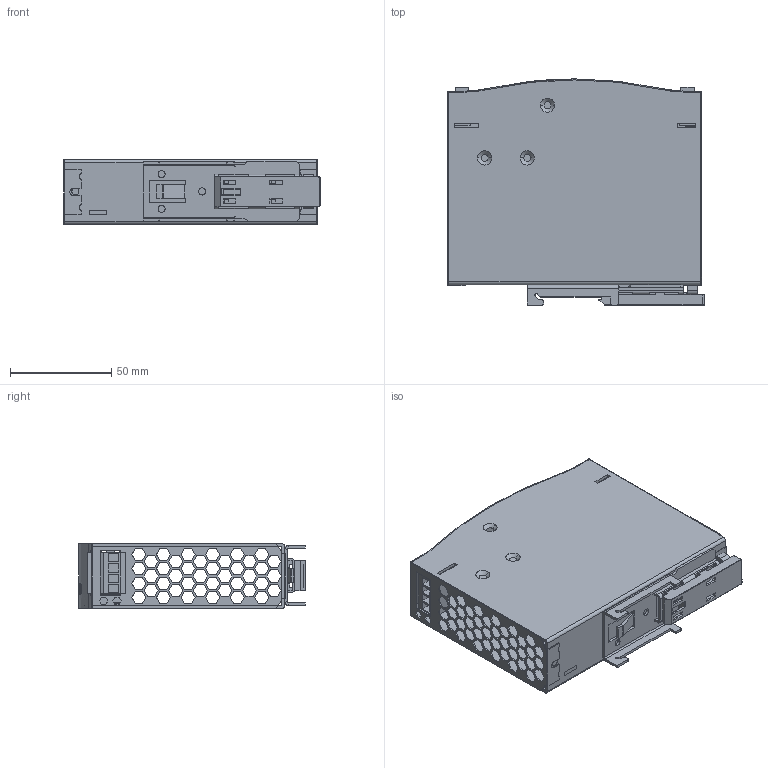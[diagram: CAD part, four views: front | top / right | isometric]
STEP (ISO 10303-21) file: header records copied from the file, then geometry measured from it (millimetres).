
FILE_DESCRIPTION (( 'STEP AP214' ), '1' );
FILE_NAME ('CDKN-75总装（改）.STEP', '2025-01-03T02:43:03', ( 'China' ), ( 'Home' ), 'SwSTEP 2.0', 'SolidWorks 2012', '' );
FILE_SCHEMA (( 'AUTOMOTIVE_DESIGN' ));
Length unit declared in the file: millimetre
Products named in the file (7): 75W絳寢諶; CDKN-75軞蚾ㄗ蜊ㄘ; 傷赽-4p; 絳寢啣; CDKN-75W菁釱; 傷赽2; CDKN-75W奻裔
Assembly tree (6 placements, depth 2):
  CDKN-75軞蚾ㄗ蜊ㄘ
    CDKN-75W菁釱
    CDKN-75W奻裔
    絳寢啣
    75W絳寢諶
    傷赽2
    傷赽-4p
Bounding box: 126.41 x 111.5 x 32 mm (x, y, z)
Volume: 56132.1 mm3; surface area: 85505.1 mm2
Topology: 8 solids, 8 shells, 1114 faces, 3172 edges, 2090 vertices
Faces by surface type: plane 973, cylinder 129, cone 10, torus 2
Entity records: 38176 total; most frequent: CARTESIAN_POINT 6519, ORIENTED_EDGE 6344, DIRECTION 5715, EDGE_CURVE 3172, LINE 2863, VECTOR 2863, VERTEX_POINT 2090, AXIS2_PLACEMENT_3D 1426
